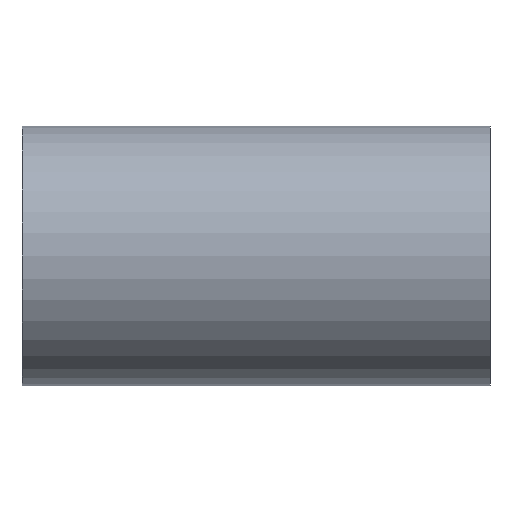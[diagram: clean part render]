
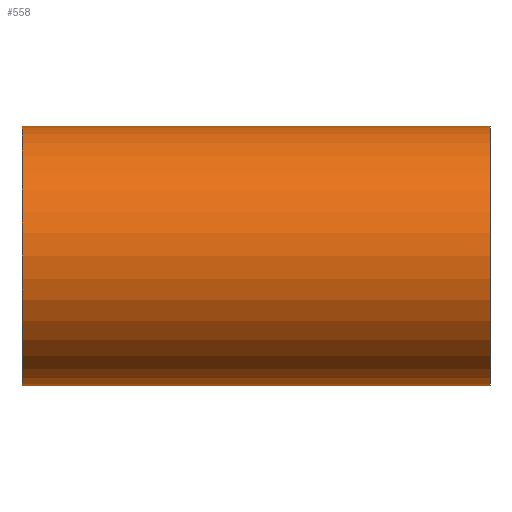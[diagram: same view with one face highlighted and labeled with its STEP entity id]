
A CAD part, front view. The second image highlights one B-rep face of the part: STEP entity #558.
In plain terms, the highlighted cylindrical face has radius 25.4 mm (diameter 50.8 mm), a partial arc.
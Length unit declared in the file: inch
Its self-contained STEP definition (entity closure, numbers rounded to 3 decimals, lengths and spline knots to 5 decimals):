
#30 = VERTEX_POINT ( 'NONE', #590 ) ;
#40 = ORIENTED_EDGE ( 'NONE', *, *, #607, .F. ) ;
#42 = DIRECTION ( 'NONE',  ( 0., 0., 1. ) ) ;
#46 = DIRECTION ( 'NONE',  ( -1., 0., 0. ) ) ;
#60 = VERTEX_POINT ( 'NONE', #634 ) ;
#127 = AXIS2_PLACEMENT_3D ( 'NONE', #488, #133, #42 ) ;
#129 = CYLINDRICAL_SURFACE ( 'NONE', #127, 1. ) ;
#133 = DIRECTION ( 'NONE',  ( -1., 0., 0. ) ) ;
#162 = CARTESIAN_POINT ( 'NONE',  ( 1.80118, 0., 0. ) ) ;
#184 = CARTESIAN_POINT ( 'NONE',  ( -1.80118, 0., -1. ) ) ;
#190 = CARTESIAN_POINT ( 'NONE',  ( 0., 0., -1. ) ) ;
#233 = CARTESIAN_POINT ( 'NONE',  ( -1.80118, 0., 0. ) ) ;
#259 = DIRECTION ( 'NONE',  ( 0., 0., 1. ) ) ;
#260 = VERTEX_POINT ( 'NONE', #440 ) ;
#266 = DIRECTION ( 'NONE',  ( -1., 0., 0. ) ) ;
#267 = LINE ( 'NONE', #615, #641 ) ;
#273 = AXIS2_PLACEMENT_3D ( 'NONE', #233, #629, #430 ) ;
#277 = ORIENTED_EDGE ( 'NONE', *, *, #289, .T. ) ;
#289 = EDGE_CURVE ( 'NONE', #60, #30, #267, .T. ) ;
#294 = EDGE_CURVE ( 'NONE', #260, #60, #427, .T. ) ;
#338 = LINE ( 'NONE', #190, #493 ) ;
#362 = CIRCLE ( 'NONE', #273, 1. ) ;
#367 = EDGE_LOOP ( 'NONE', ( #40, #623, #277, #531 ) ) ;
#392 = FACE_OUTER_BOUND ( 'NONE', #367, .T. ) ;
#427 = CIRCLE ( 'NONE', #460, 1. ) ;
#430 = DIRECTION ( 'NONE',  ( 0., 0., 1. ) ) ;
#440 = CARTESIAN_POINT ( 'NONE',  ( 1.80118, 0., -1. ) ) ;
#453 = EDGE_CURVE ( 'NONE', #496, #30, #362, .T. ) ;
#460 = AXIS2_PLACEMENT_3D ( 'NONE', #162, #46, #259 ) ;
#488 = CARTESIAN_POINT ( 'NONE',  ( 0., 0., 0. ) ) ;
#493 = VECTOR ( 'NONE', #540, 39.37008 ) ;
#496 = VERTEX_POINT ( 'NONE', #184 ) ;
#531 = ORIENTED_EDGE ( 'NONE', *, *, #453, .F. ) ;
#540 = DIRECTION ( 'NONE',  ( -1., 0., 0. ) ) ;
#558 = ADVANCED_FACE ( 'NONE', ( #392 ), #129, .T. ) ;
#590 = CARTESIAN_POINT ( 'NONE',  ( -1.80118, 0., 1. ) ) ;
#607 = EDGE_CURVE ( 'NONE', #260, #496, #338, .T. ) ;
#615 = CARTESIAN_POINT ( 'NONE',  ( 0., 0., 1. ) ) ;
#623 = ORIENTED_EDGE ( 'NONE', *, *, #294, .T. ) ;
#629 = DIRECTION ( 'NONE',  ( -1., 0., 0. ) ) ;
#634 = CARTESIAN_POINT ( 'NONE',  ( 1.80118, 0., 1. ) ) ;
#641 = VECTOR ( 'NONE', #266, 39.37008 ) ;
